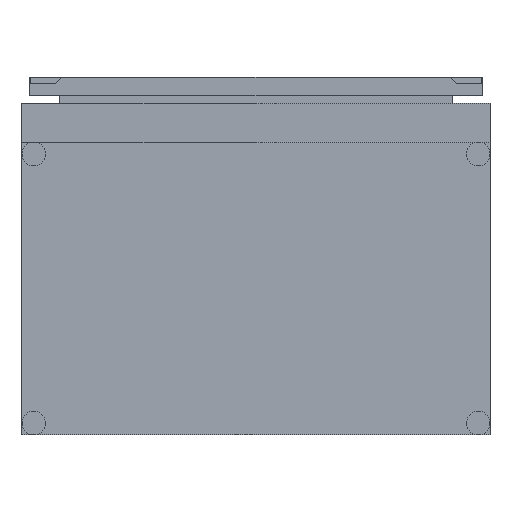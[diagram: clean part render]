
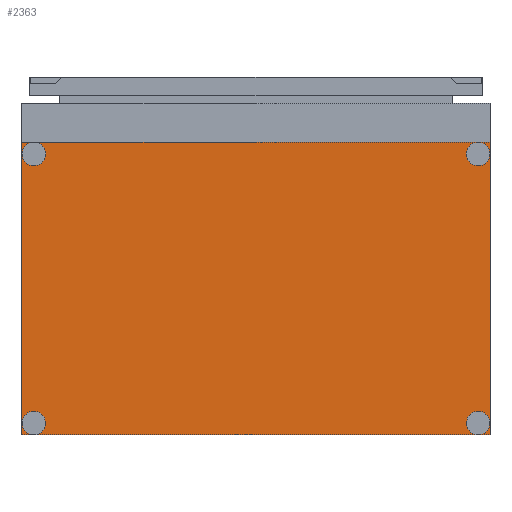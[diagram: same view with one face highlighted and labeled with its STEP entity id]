
A CAD part, front view. The second image highlights one B-rep face of the part: STEP entity #2363.
In plain terms, the highlighted planar face has unit normal (0, -1, 0).
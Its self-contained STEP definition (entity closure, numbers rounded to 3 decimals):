
#33 = DIRECTION ( 'NONE',  ( 0., 0., 1. ) ) ;
#35 = AXIS2_PLACEMENT_3D ( 'NONE', #4236, #996, #33 ) ;
#81 = CARTESIAN_POINT ( 'NONE',  ( -374., -424.5, 0. ) ) ;
#152 = VERTEX_POINT ( 'NONE', #342 ) ;
#155 = ORIENTED_EDGE ( 'NONE', *, *, #464, .T. ) ;
#164 = CARTESIAN_POINT ( 'NONE',  ( 355., -424.5, 449. ) ) ;
#188 = VERTEX_POINT ( 'NONE', #420 ) ;
#213 = ORIENTED_EDGE ( 'NONE', *, *, #1749, .T. ) ;
#227 = CARTESIAN_POINT ( 'NONE',  ( 374., -424.5, 530. ) ) ;
#278 = ORIENTED_EDGE ( 'NONE', *, *, #509, .T. ) ;
#288 = DIRECTION ( 'NONE',  ( 0., 0., 1. ) ) ;
#296 = ORIENTED_EDGE ( 'NONE', *, *, #810, .T. ) ;
#297 = DIRECTION ( 'NONE',  ( 0., 1., 0. ) ) ;
#316 = EDGE_LOOP ( 'NONE', ( #2969, #3361, #2819, #1257 ) ) ;
#318 = DIRECTION ( 'NONE',  ( 0., 0., 1. ) ) ;
#342 = CARTESIAN_POINT ( 'NONE',  ( -355., -424.5, 23.92 ) ) ;
#381 = LINE ( 'NONE', #227, #3991 ) ;
#391 = EDGE_CURVE ( 'NONE', #3371, #3418, #3138, .T. ) ;
#420 = CARTESIAN_POINT ( 'NONE',  ( -374., -424.5, 468. ) ) ;
#464 = EDGE_CURVE ( 'NONE', #2904, #2370, #1045, .T. ) ;
#482 = AXIS2_PLACEMENT_3D ( 'NONE', #582, #297, #318 ) ;
#493 = CIRCLE ( 'NONE', #2753, 4.92 ) ;
#509 = EDGE_CURVE ( 'NONE', #1737, #2852, #2479, .T. ) ;
#523 = VECTOR ( 'NONE', #2513, 1000. ) ;
#555 = DIRECTION ( 'NONE',  ( 0., 0., -1. ) ) ;
#574 = DIRECTION ( 'NONE',  ( 0., 1., 0. ) ) ;
#582 = CARTESIAN_POINT ( 'NONE',  ( 355., -424.5, 19. ) ) ;
#733 = FACE_BOUND ( 'NONE', #1302, .T. ) ;
#773 = DIRECTION ( 'NONE',  ( 0., 0., 1. ) ) ;
#777 = LINE ( 'NONE', #3280, #3833 ) ;
#810 = EDGE_CURVE ( 'NONE', #1111, #3724, #3653, .T. ) ;
#837 = CARTESIAN_POINT ( 'NONE',  ( 374., -424.5, 468. ) ) ;
#880 = CARTESIAN_POINT ( 'NONE',  ( 355., -424.5, 23.92 ) ) ;
#929 = DIRECTION ( 'NONE',  ( 0., 0., 1. ) ) ;
#972 = CARTESIAN_POINT ( 'NONE',  ( -355., -424.5, 19. ) ) ;
#993 = CARTESIAN_POINT ( 'NONE',  ( -355., -424.5, 19. ) ) ;
#996 = DIRECTION ( 'NONE',  ( 0., 1., 0. ) ) ;
#1002 = AXIS2_PLACEMENT_3D ( 'NONE', #2462, #1821, #2511 ) ;
#1045 = CIRCLE ( 'NONE', #3223, 4.92 ) ;
#1111 = VERTEX_POINT ( 'NONE', #2040 ) ;
#1152 = ORIENTED_EDGE ( 'NONE', *, *, #2846, .T. ) ;
#1187 = CARTESIAN_POINT ( 'NONE',  ( -355., -424.5, 453.92 ) ) ;
#1188 = EDGE_LOOP ( 'NONE', ( #278, #1849 ) ) ;
#1231 = CIRCLE ( 'NONE', #3964, 4.92 ) ;
#1257 = ORIENTED_EDGE ( 'NONE', *, *, #391, .T. ) ;
#1302 = EDGE_LOOP ( 'NONE', ( #213, #155 ) ) ;
#1312 = DIRECTION ( 'NONE',  ( 0., 0., 1. ) ) ;
#1334 = DIRECTION ( 'NONE',  ( 0., 0., 1. ) ) ;
#1552 = FACE_BOUND ( 'NONE', #1188, .T. ) ;
#1555 = DIRECTION ( 'NONE',  ( 0., 1., 0. ) ) ;
#1637 = VECTOR ( 'NONE', #3504, 1000. ) ;
#1737 = VERTEX_POINT ( 'NONE', #3871 ) ;
#1749 = EDGE_CURVE ( 'NONE', #2370, #2904, #1776, .T. ) ;
#1776 = CIRCLE ( 'NONE', #35, 4.92 ) ;
#1821 = DIRECTION ( 'NONE',  ( 0., 1., 0. ) ) ;
#1849 = ORIENTED_EDGE ( 'NONE', *, *, #3543, .T. ) ;
#1855 = AXIS2_PLACEMENT_3D ( 'NONE', #1996, #3287, #1334 ) ;
#1952 = CARTESIAN_POINT ( 'NONE',  ( -355., -424.5, 444.08 ) ) ;
#1991 = DIRECTION ( 'NONE',  ( 0., 1., 0. ) ) ;
#1996 = CARTESIAN_POINT ( 'NONE',  ( 355., -424.5, 449. ) ) ;
#2040 = CARTESIAN_POINT ( 'NONE',  ( 355., -424.5, 14.08 ) ) ;
#2177 = CARTESIAN_POINT ( 'NONE',  ( -374., -424.5, 0. ) ) ;
#2363 = ADVANCED_FACE ( 'NONE', ( #1552, #733, #2743, #2948, #3950 ), #2500, .F. ) ;
#2370 = VERTEX_POINT ( 'NONE', #1187 ) ;
#2462 = CARTESIAN_POINT ( 'NONE',  ( -374., -424.5, 530. ) ) ;
#2479 = CIRCLE ( 'NONE', #1855, 4.92 ) ;
#2497 = CIRCLE ( 'NONE', #4009, 4.92 ) ;
#2500 = PLANE ( 'NONE',  #1002 ) ;
#2511 = DIRECTION ( 'NONE',  ( 0., 0., 1. ) ) ;
#2513 = DIRECTION ( 'NONE',  ( 1., 0., 0. ) ) ;
#2743 = FACE_BOUND ( 'NONE', #3397, .T. ) ;
#2753 = AXIS2_PLACEMENT_3D ( 'NONE', #164, #4049, #773 ) ;
#2764 = EDGE_CURVE ( 'NONE', #4102, #3418, #381, .T. ) ;
#2819 = ORIENTED_EDGE ( 'NONE', *, *, #2971, .T. ) ;
#2846 = EDGE_CURVE ( 'NONE', #3724, #1111, #3134, .T. ) ;
#2852 = VERTEX_POINT ( 'NONE', #3883 ) ;
#2859 = ORIENTED_EDGE ( 'NONE', *, *, #2941, .T. ) ;
#2904 = VERTEX_POINT ( 'NONE', #1952 ) ;
#2914 = LINE ( 'NONE', #837, #1637 ) ;
#2933 = DIRECTION ( 'NONE',  ( 0., 1., 0. ) ) ;
#2941 = EDGE_CURVE ( 'NONE', #3314, #152, #1231, .T. ) ;
#2948 = FACE_BOUND ( 'NONE', #4046, .T. ) ;
#2969 = ORIENTED_EDGE ( 'NONE', *, *, #2764, .F. ) ;
#2971 = EDGE_CURVE ( 'NONE', #188, #3371, #777, .T. ) ;
#3134 = CIRCLE ( 'NONE', #482, 4.92 ) ;
#3138 = LINE ( 'NONE', #2177, #523 ) ;
#3181 = CARTESIAN_POINT ( 'NONE',  ( -355., -424.5, 449. ) ) ;
#3222 = CARTESIAN_POINT ( 'NONE',  ( 355., -424.5, 19. ) ) ;
#3223 = AXIS2_PLACEMENT_3D ( 'NONE', #3181, #574, #4157 ) ;
#3253 = EDGE_CURVE ( 'NONE', #4102, #188, #2914, .T. ) ;
#3267 = DIRECTION ( 'NONE',  ( 0., 0., -1. ) ) ;
#3280 = CARTESIAN_POINT ( 'NONE',  ( -374., -424.5, 530. ) ) ;
#3287 = DIRECTION ( 'NONE',  ( 0., 1., 0. ) ) ;
#3314 = VERTEX_POINT ( 'NONE', #3326 ) ;
#3326 = CARTESIAN_POINT ( 'NONE',  ( -355., -424.5, 14.08 ) ) ;
#3361 = ORIENTED_EDGE ( 'NONE', *, *, #3253, .T. ) ;
#3371 = VERTEX_POINT ( 'NONE', #81 ) ;
#3397 = EDGE_LOOP ( 'NONE', ( #2859, #3674 ) ) ;
#3418 = VERTEX_POINT ( 'NONE', #3641 ) ;
#3504 = DIRECTION ( 'NONE',  ( -1., 0., 0. ) ) ;
#3543 = EDGE_CURVE ( 'NONE', #2852, #1737, #493, .T. ) ;
#3641 = CARTESIAN_POINT ( 'NONE',  ( 374., -424.5, 0. ) ) ;
#3653 = CIRCLE ( 'NONE', #4062, 4.92 ) ;
#3674 = ORIENTED_EDGE ( 'NONE', *, *, #3794, .T. ) ;
#3724 = VERTEX_POINT ( 'NONE', #880 ) ;
#3794 = EDGE_CURVE ( 'NONE', #152, #3314, #2497, .T. ) ;
#3833 = VECTOR ( 'NONE', #3267, 1000. ) ;
#3871 = CARTESIAN_POINT ( 'NONE',  ( 355., -424.5, 453.92 ) ) ;
#3883 = CARTESIAN_POINT ( 'NONE',  ( 355., -424.5, 444.08 ) ) ;
#3950 = FACE_OUTER_BOUND ( 'NONE', #316, .T. ) ;
#3964 = AXIS2_PLACEMENT_3D ( 'NONE', #972, #1991, #1312 ) ;
#3991 = VECTOR ( 'NONE', #555, 1000. ) ;
#4009 = AXIS2_PLACEMENT_3D ( 'NONE', #993, #2933, #929 ) ;
#4046 = EDGE_LOOP ( 'NONE', ( #296, #1152 ) ) ;
#4049 = DIRECTION ( 'NONE',  ( 0., 1., 0. ) ) ;
#4062 = AXIS2_PLACEMENT_3D ( 'NONE', #3222, #1555, #288 ) ;
#4102 = VERTEX_POINT ( 'NONE', #4160 ) ;
#4157 = DIRECTION ( 'NONE',  ( 0., 0., 1. ) ) ;
#4160 = CARTESIAN_POINT ( 'NONE',  ( 374., -424.5, 468. ) ) ;
#4236 = CARTESIAN_POINT ( 'NONE',  ( -355., -424.5, 449. ) ) ;
